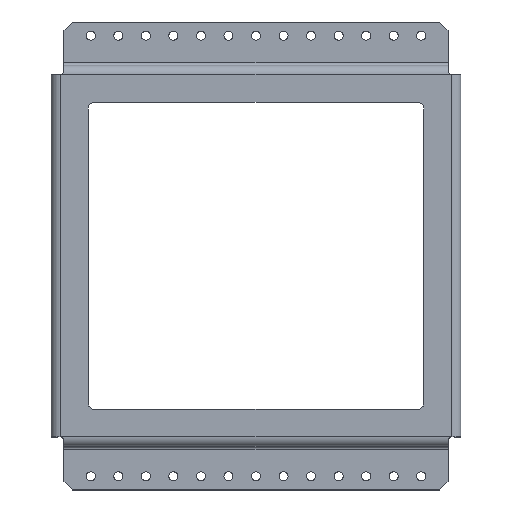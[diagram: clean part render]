
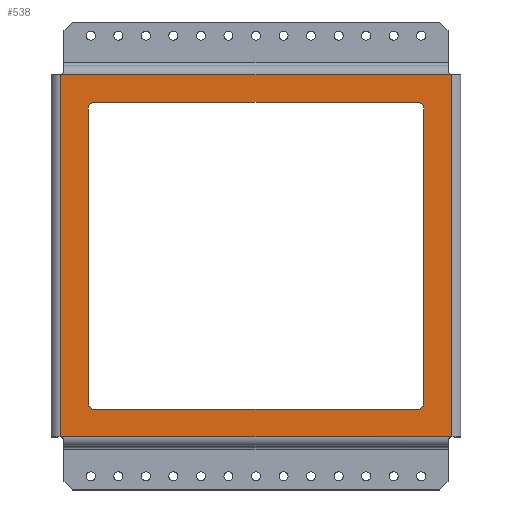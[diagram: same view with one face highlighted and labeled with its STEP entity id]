
A CAD part, top view. The second image highlights one B-rep face of the part: STEP entity #538.
In plain terms, the highlighted planar face has unit normal (0, 0, 1).
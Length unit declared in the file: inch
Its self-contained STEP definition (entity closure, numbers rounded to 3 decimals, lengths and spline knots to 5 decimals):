
#222 = VERTEX_POINT ( 'NONE', #5896 ) ;
#237 = DIRECTION ( 'NONE',  ( 1., 0., 0. ) ) ;
#340 = VERTEX_POINT ( 'NONE', #3807 ) ;
#398 = CARTESIAN_POINT ( 'NONE',  ( -3.05, -2.665, 0.125 ) ) ;
#512 = ORIENTED_EDGE ( 'NONE', *, *, #5891, .T. ) ;
#516 = ORIENTED_EDGE ( 'NONE', *, *, #5661, .T. ) ;
#538 = ADVANCED_FACE ( 'NONE', ( #4323, #5848 ), #2349, .T. ) ;
#552 = ORIENTED_EDGE ( 'NONE', *, *, #5401, .T. ) ;
#558 = ORIENTED_EDGE ( 'NONE', *, *, #4201, .T. ) ;
#566 = ORIENTED_EDGE ( 'NONE', *, *, #3865, .T. ) ;
#575 = ORIENTED_EDGE ( 'NONE', *, *, #1424, .T. ) ;
#582 = ORIENTED_EDGE ( 'NONE', *, *, #1535, .T. ) ;
#605 = ORIENTED_EDGE ( 'NONE', *, *, #1542, .T. ) ;
#606 = CARTESIAN_POINT ( 'NONE',  ( -3.05, 2.79, 0.125 ) ) ;
#620 = ORIENTED_EDGE ( 'NONE', *, *, #1545, .T. ) ;
#626 = ORIENTED_EDGE ( 'NONE', *, *, #1547, .T. ) ;
#666 = ORIENTED_EDGE ( 'NONE', *, *, #1556, .T. ) ;
#707 = ORIENTED_EDGE ( 'NONE', *, *, #1557, .T. ) ;
#760 = CARTESIAN_POINT ( 'NONE',  ( 2.925, -2.665, 0.125 ) ) ;
#778 = DIRECTION ( 'NONE',  ( 0., 1., 0. ) ) ;
#845 = CARTESIAN_POINT ( 'NONE',  ( -3.05, 2.665, 0.125 ) ) ;
#936 = CARTESIAN_POINT ( 'NONE',  ( -3.55, -3.29, 0.125 ) ) ;
#1096 = CIRCLE ( 'NONE', #4211, 0.125 ) ;
#1328 = VECTOR ( 'NONE', #4319, 39.37008 ) ;
#1398 = DIRECTION ( 'NONE',  ( -1., 0., 0. ) ) ;
#1424 = EDGE_CURVE ( 'NONE', #2313, #4088, #2341, .T. ) ;
#1527 = CARTESIAN_POINT ( 'NONE',  ( 2.925, 2.79, 0.125 ) ) ;
#1535 = EDGE_CURVE ( 'NONE', #4088, #340, #3849, .T. ) ;
#1542 = EDGE_CURVE ( 'NONE', #340, #4802, #1096, .T. ) ;
#1545 = EDGE_CURVE ( 'NONE', #5180, #2600, #4931, .T. ) ;
#1547 = EDGE_CURVE ( 'NONE', #2600, #2065, #5815, .T. ) ;
#1556 = EDGE_CURVE ( 'NONE', #2065, #5392, #5869, .T. ) ;
#1557 = EDGE_CURVE ( 'NONE', #5392, #5180, #3623, .T. ) ;
#1815 = DIRECTION ( 'NONE',  ( 0., 0., -1. ) ) ;
#1957 = CARTESIAN_POINT ( 'NONE',  ( 3.55, 3.29, 0.125 ) ) ;
#2065 = VERTEX_POINT ( 'NONE', #3566 ) ;
#2069 = CARTESIAN_POINT ( 'NONE',  ( -2.925, 2.665, 0.125 ) ) ;
#2121 = CARTESIAN_POINT ( 'NONE',  ( 3.05, 2.665, 0.125 ) ) ;
#2237 = VERTEX_POINT ( 'NONE', #4205 ) ;
#2313 = VERTEX_POINT ( 'NONE', #1527 ) ;
#2341 = CIRCLE ( 'NONE', #4159, 0.125 ) ;
#2349 = PLANE ( 'NONE',  #3362 ) ;
#2378 = LINE ( 'NONE', #4044, #4169 ) ;
#2542 = LINE ( 'NONE', #5691, #6109 ) ;
#2600 = VERTEX_POINT ( 'NONE', #3988 ) ;
#2641 = VECTOR ( 'NONE', #3169, 39.37008 ) ;
#2660 = CARTESIAN_POINT ( 'NONE',  ( 2.925, -2.79, 0.125 ) ) ;
#2692 = DIRECTION ( 'NONE',  ( 1., 0., 0. ) ) ;
#2868 = EDGE_LOOP ( 'NONE', ( #620, #626, #666, #707 ) ) ;
#2873 = CARTESIAN_POINT ( 'NONE',  ( -3.55, -3.29, 0.125 ) ) ;
#2897 = DIRECTION ( 'NONE',  ( 1., 0., 0. ) ) ;
#3169 = DIRECTION ( 'NONE',  ( 1., 0., 0. ) ) ;
#3182 = DIRECTION ( 'NONE',  ( 0., 0., 1. ) ) ;
#3354 = CARTESIAN_POINT ( 'NONE',  ( 3.55, 3.29, 0.125 ) ) ;
#3362 = AXIS2_PLACEMENT_3D ( 'NONE', #936, #3182, #2692 ) ;
#3557 = LINE ( 'NONE', #606, #2641 ) ;
#3561 = VECTOR ( 'NONE', #778, 39.37008 ) ;
#3566 = CARTESIAN_POINT ( 'NONE',  ( 3.55, -3.29, 0.125 ) ) ;
#3623 = LINE ( 'NONE', #4812, #5475 ) ;
#3807 = CARTESIAN_POINT ( 'NONE',  ( 3.05, -2.665, 0.125 ) ) ;
#3810 = DIRECTION ( 'NONE',  ( 0., 0., -1. ) ) ;
#3849 = LINE ( 'NONE', #5634, #5942 ) ;
#3865 = EDGE_CURVE ( 'NONE', #222, #2313, #3557, .T. ) ;
#3884 = CARTESIAN_POINT ( 'NONE',  ( -3.55, 3.29, 0.125 ) ) ;
#3988 = CARTESIAN_POINT ( 'NONE',  ( -3.55, -3.29, 0.125 ) ) ;
#4044 = CARTESIAN_POINT ( 'NONE',  ( -3.05, -2.79, 0.125 ) ) ;
#4088 = VERTEX_POINT ( 'NONE', #2121 ) ;
#4159 = AXIS2_PLACEMENT_3D ( 'NONE', #4822, #1815, #4313 ) ;
#4169 = VECTOR ( 'NONE', #1398, 39.37008 ) ;
#4201 = EDGE_CURVE ( 'NONE', #5283, #222, #4645, .T. ) ;
#4205 = CARTESIAN_POINT ( 'NONE',  ( -2.925, -2.79, 0.125 ) ) ;
#4211 = AXIS2_PLACEMENT_3D ( 'NONE', #760, #3810, #237 ) ;
#4296 = DIRECTION ( 'NONE',  ( -1., 0., 0. ) ) ;
#4313 = DIRECTION ( 'NONE',  ( 1., 0., 0. ) ) ;
#4319 = DIRECTION ( 'NONE',  ( 0., -1., 0. ) ) ;
#4323 = FACE_BOUND ( 'NONE', #6058, .T. ) ;
#4645 = CIRCLE ( 'NONE', #4818, 0.125 ) ;
#4802 = VERTEX_POINT ( 'NONE', #2660 ) ;
#4812 = CARTESIAN_POINT ( 'NONE',  ( -3.55, 3.29, 0.125 ) ) ;
#4818 = AXIS2_PLACEMENT_3D ( 'NONE', #2069, #5412, #2897 ) ;
#4822 = CARTESIAN_POINT ( 'NONE',  ( 2.925, 2.665, 0.125 ) ) ;
#4825 = AXIS2_PLACEMENT_3D ( 'NONE', #4923, #4831, #5983 ) ;
#4826 = CARTESIAN_POINT ( 'NONE',  ( -3.55, 3.29, 0.125 ) ) ;
#4831 = DIRECTION ( 'NONE',  ( 0., 0., -1. ) ) ;
#4923 = CARTESIAN_POINT ( 'NONE',  ( -2.925, -2.665, 0.125 ) ) ;
#4931 = LINE ( 'NONE', #4826, #1328 ) ;
#5175 = VECTOR ( 'NONE', #5965, 39.37008 ) ;
#5180 = VERTEX_POINT ( 'NONE', #3884 ) ;
#5283 = VERTEX_POINT ( 'NONE', #845 ) ;
#5323 = DIRECTION ( 'NONE',  ( 0., 1., 0. ) ) ;
#5392 = VERTEX_POINT ( 'NONE', #1957 ) ;
#5401 = EDGE_CURVE ( 'NONE', #5458, #5283, #2542, .T. ) ;
#5412 = DIRECTION ( 'NONE',  ( 0., 0., -1. ) ) ;
#5458 = VERTEX_POINT ( 'NONE', #398 ) ;
#5475 = VECTOR ( 'NONE', #4296, 39.37008 ) ;
#5634 = CARTESIAN_POINT ( 'NONE',  ( 3.05, 2.79, 0.125 ) ) ;
#5661 = EDGE_CURVE ( 'NONE', #2237, #5458, #5880, .T. ) ;
#5691 = CARTESIAN_POINT ( 'NONE',  ( -3.05, 2.79, 0.125 ) ) ;
#5815 = LINE ( 'NONE', #2873, #5175 ) ;
#5848 = FACE_OUTER_BOUND ( 'NONE', #2868, .T. ) ;
#5869 = LINE ( 'NONE', #3354, #3561 ) ;
#5880 = CIRCLE ( 'NONE', #4825, 0.125 ) ;
#5891 = EDGE_CURVE ( 'NONE', #4802, #2237, #2378, .T. ) ;
#5896 = CARTESIAN_POINT ( 'NONE',  ( -2.925, 2.79, 0.125 ) ) ;
#5942 = VECTOR ( 'NONE', #5977, 39.37008 ) ;
#5965 = DIRECTION ( 'NONE',  ( 1., 0., 0. ) ) ;
#5977 = DIRECTION ( 'NONE',  ( 0., -1., 0. ) ) ;
#5983 = DIRECTION ( 'NONE',  ( 1., 0., 0. ) ) ;
#6058 = EDGE_LOOP ( 'NONE', ( #512, #516, #552, #558, #566, #575, #582, #605 ) ) ;
#6109 = VECTOR ( 'NONE', #5323, 39.37008 ) ;
